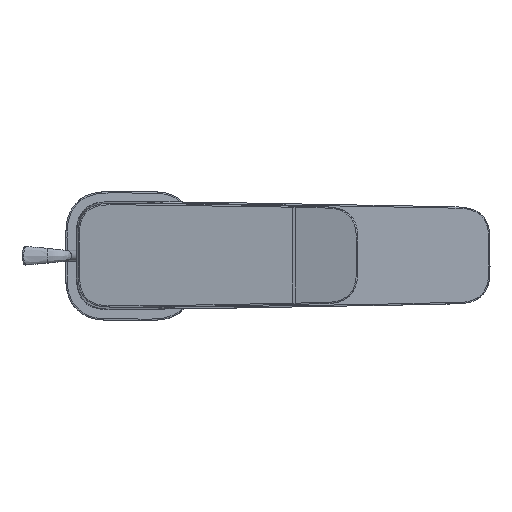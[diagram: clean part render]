
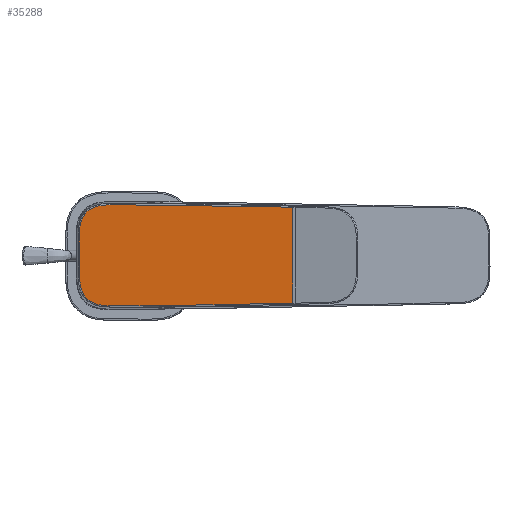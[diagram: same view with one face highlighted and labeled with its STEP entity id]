
A CAD part, top view. The second image highlights one B-rep face of the part: STEP entity #35288.
In plain terms, the highlighted face is planar.
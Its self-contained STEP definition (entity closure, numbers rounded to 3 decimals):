
#8918=ORIENTED_EDGE('',*,*,#19463,.F.);
#8919=ORIENTED_EDGE('',*,*,#19464,.F.);
#8920=ORIENTED_EDGE('',*,*,#19465,.T.);
#8921=ORIENTED_EDGE('',*,*,#19466,.F.);
#19463=EDGE_CURVE('',#24745,#24746,#28359,.F.);
#19464=EDGE_CURVE('',#24747,#24745,#28360,.F.);
#19465=EDGE_CURVE('',#24747,#24748,#28361,.T.);
#19466=EDGE_CURVE('',#24746,#24748,#28362,.F.);
#24745=VERTEX_POINT('',#57113);
#24746=VERTEX_POINT('',#57114);
#24747=VERTEX_POINT('',#57121);
#24748=VERTEX_POINT('',#57126);
#28359=B_SPLINE_CURVE_WITH_KNOTS('',3,(#57058,#57059,#57060,#57061,#57062,
#57063,#57064,#57065,#57066,#57067,#57068,#57069,#57070,#57071,#57072,#57073,
#57074,#57075,#57076,#57077,#57078,#57079,#57080,#57081,#57082,#57083,#57084,
#57085,#57086,#57087,#57088,#57089,#57090,#57091,#57092,#57093,#57094,#57095,
#57096,#57097,#57098,#57099,#57100,#57101,#57102,#57103,#57104,#57105,#57106,
#57107,#57108,#57109,#57110,#57111,#57112),.UNSPECIFIED.,.F.,.F.,(4,1,1,
1,1,1,1,1,1,1,1,1,1,1,1,1,1,1,1,1,1,1,1,1,1,1,1,1,1,1,1,1,1,1,1,1,1,1,1,
1,1,1,1,1,1,1,1,1,1,1,1,1,4),(-181.363,-173.079,-164.795,
-156.511,-148.227,-139.942,-135.8,
-131.658,-127.516,-123.374,-121.303,
-119.232,-118.196,-117.679,-117.161,
-116.125,-115.09,-114.054,-113.537,
-113.019,-112.501,-111.983,-110.948,
-108.877,-106.806,-104.735,-102.664,
-98.522,-94.38,-90.237,-86.095,
-84.024,-81.953,-80.918,-79.882,
-79.365,-78.847,-77.811,-77.293,
-76.776,-76.258,-75.74,-74.705,
-73.669,-73.151,-72.634,-71.598,
-69.527,-65.385,-61.243,-57.101,
-52.959,-48.817),.UNSPECIFIED.);
#28360=B_SPLINE_CURVE_WITH_KNOTS('',3,(#57115,#57116,#57117,#57118,#57119,
#57120),.UNSPECIFIED.,.F.,.F.,(4,1,1,4),(-48.817,-36.814,
-24.811,-0.805),.UNSPECIFIED.);
#28361=B_SPLINE_CURVE_WITH_KNOTS('',3,(#57122,#57123,#57124,#57125),
 .UNSPECIFIED.,.F.,.F.,(4,4),(0.,1.),.UNSPECIFIED.);
#28362=B_SPLINE_CURVE_WITH_KNOTS('',3,(#57127,#57128,#57129,#57130),
 .UNSPECIFIED.,.F.,.F.,(4,4),(-8.776,0.),.UNSPECIFIED.);
#29242=EDGE_LOOP('',(#8918,#8919,#8920,#8921));
#31549=FACE_BOUND('',#29242,.T.);
#33816=PLANE('',#37657);
#35288=ADVANCED_FACE('',(#31549),#33816,.T.);
#37657=AXIS2_PLACEMENT_3D('',#57057,#40735,#40736);
#40735=DIRECTION('',(0.,-0.122,0.993));
#40736=DIRECTION('',(-1.,0.,0.));
#57057=CARTESIAN_POINT('',(21.688,122.716,173.605));
#57058=CARTESIAN_POINT('',(-18.042,51.788,164.896));
#57059=CARTESIAN_POINT('',(-18.099,49.048,164.559));
#57060=CARTESIAN_POINT('',(-18.211,43.568,163.886));
#57061=CARTESIAN_POINT('',(-18.372,35.347,162.877));
#57062=CARTESIAN_POINT('',(-18.515,27.127,161.868));
#57063=CARTESIAN_POINT('',(-18.65,18.904,160.858));
#57064=CARTESIAN_POINT('',(-18.756,12.058,160.018));
#57065=CARTESIAN_POINT('',(-18.794,6.578,159.345));
#57066=CARTESIAN_POINT('',(-18.816,2.468,158.84));
#57067=CARTESIAN_POINT('',(-18.829,-1.642,158.335));
#57068=CARTESIAN_POINT('',(-18.826,-5.068,157.915));
#57069=CARTESIAN_POINT('',(-18.831,-7.805,157.579));
#57070=CARTESIAN_POINT('',(-18.752,-9.532,157.367));
#57071=CARTESIAN_POINT('',(-18.595,-10.727,157.22));
#57072=CARTESIAN_POINT('',(-18.477,-11.375,157.14));
#57073=CARTESIAN_POINT('',(-18.319,-12.087,157.053));
#57074=CARTESIAN_POINT('',(-18.066,-12.933,156.949));
#57075=CARTESIAN_POINT('',(-17.712,-13.818,156.84));
#57076=CARTESIAN_POINT('',(-17.287,-14.605,156.744));
#57077=CARTESIAN_POINT('',(-16.924,-15.149,156.677));
#57078=CARTESIAN_POINT('',(-16.592,-15.582,156.624));
#57079=CARTESIAN_POINT('',(-16.267,-15.951,156.578));
#57080=CARTESIAN_POINT('',(-15.77,-16.447,156.518));
#57081=CARTESIAN_POINT('',(-14.857,-17.189,156.426));
#57082=CARTESIAN_POINT('',(-13.286,-18.02,156.324));
#57083=CARTESIAN_POINT('',(-11.327,-18.562,156.258));
#57084=CARTESIAN_POINT('',(-9.257,-18.817,156.227));
#57085=CARTESIAN_POINT('',(-6.502,-18.882,156.219));
#57086=CARTESIAN_POINT('',(-3.049,-18.869,156.22));
#57087=CARTESIAN_POINT('',(1.092,-18.883,156.218));
#57088=CARTESIAN_POINT('',(5.237,-18.857,156.222));
#57089=CARTESIAN_POINT('',(8.68,-18.893,156.217));
#57090=CARTESIAN_POINT('',(11.439,-18.542,156.26));
#57091=CARTESIAN_POINT('',(13.07,-18.067,156.319));
#57092=CARTESIAN_POINT('',(14.327,-17.474,156.391));
#57093=CARTESIAN_POINT('',(15.069,-16.999,156.45));
#57094=CARTESIAN_POINT('',(15.587,-16.594,156.499));
#57095=CARTESIAN_POINT('',(16.117,-16.119,156.558));
#57096=CARTESIAN_POINT('',(16.557,-15.638,156.617));
#57097=CARTESIAN_POINT('',(16.992,-15.052,156.689));
#57098=CARTESIAN_POINT('',(17.252,-14.649,156.738));
#57099=CARTESIAN_POINT('',(17.516,-14.183,156.796));
#57100=CARTESIAN_POINT('',(17.808,-13.581,156.869));
#57101=CARTESIAN_POINT('',(18.104,-12.826,156.962));
#57102=CARTESIAN_POINT('',(18.35,-11.965,157.068));
#57103=CARTESIAN_POINT('',(18.498,-11.269,157.153));
#57104=CARTESIAN_POINT('',(18.612,-10.614,157.234));
#57105=CARTESIAN_POINT('',(18.761,-9.418,157.381));
#57106=CARTESIAN_POINT('',(18.855,-7.003,157.677));
#57107=CARTESIAN_POINT('',(18.821,-3.586,158.097));
#57108=CARTESIAN_POINT('',(18.826,0.527,158.602));
#57109=CARTESIAN_POINT('',(18.806,4.636,159.106));
#57110=CARTESIAN_POINT('',(18.779,8.746,159.611));
#57111=CARTESIAN_POINT('',(18.756,11.486,159.947));
#57112=CARTESIAN_POINT('',(18.741,12.855,160.115));
#57113=CARTESIAN_POINT('',(18.741,12.855,160.115));
#57114=CARTESIAN_POINT('',(-18.042,51.788,164.896));
#57115=CARTESIAN_POINT('',(18.741,12.855,160.115));
#57116=CARTESIAN_POINT('',(18.697,16.823,160.603));
#57117=CARTESIAN_POINT('',(18.546,24.766,161.578));
#57118=CARTESIAN_POINT('',(18.286,40.645,163.528));
#57119=CARTESIAN_POINT('',(18.028,52.556,164.99));
#57120=CARTESIAN_POINT('',(17.858,60.496,165.965));
#57121=CARTESIAN_POINT('',(17.858,60.496,165.966));
#57122=CARTESIAN_POINT('',(17.858,60.496,165.965));
#57123=CARTESIAN_POINT('',(5.953,60.496,165.965));
#57124=CARTESIAN_POINT('',(-5.953,60.496,165.965));
#57125=CARTESIAN_POINT('',(-17.858,60.496,165.965));
#57126=CARTESIAN_POINT('',(-17.858,60.496,165.965));
#57127=CARTESIAN_POINT('',(-17.858,60.496,165.965));
#57128=CARTESIAN_POINT('',(-17.921,57.593,165.609));
#57129=CARTESIAN_POINT('',(-17.982,54.691,165.252));
#57130=CARTESIAN_POINT('',(-18.042,51.788,164.896));
